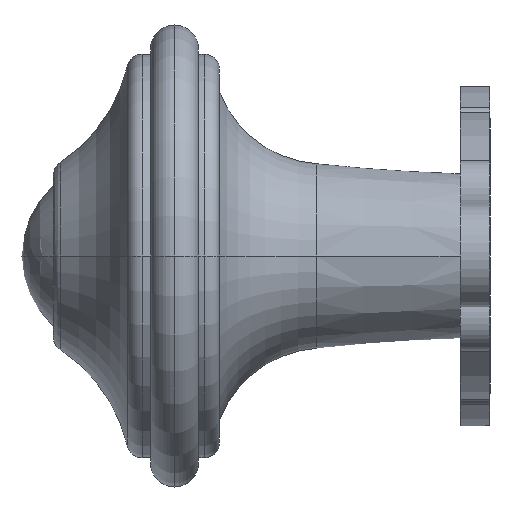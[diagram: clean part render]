
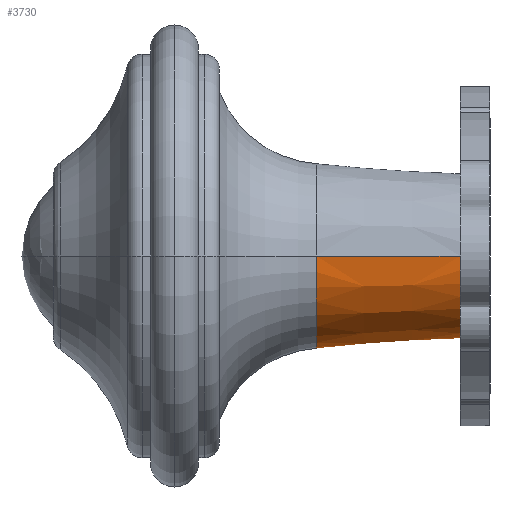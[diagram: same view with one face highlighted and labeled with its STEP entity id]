
A CAD part, left-side view. The second image highlights one B-rep face of the part: STEP entity #3730.
In plain terms, the highlighted conical face has half-angle 4 degrees and reference radius 6.172 mm.
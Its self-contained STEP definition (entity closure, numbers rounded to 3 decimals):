
#3170=CARTESIAN_POINT('',(-6.172,9.608,0.));
#3180=VERTEX_POINT('',#3170);
#3270=CARTESIAN_POINT('',(6.172,9.608,0.));
#3280=VERTEX_POINT('',#3270);
#3310=CARTESIAN_POINT('',(0.,9.608,0.));
#3320=DIRECTION('',(0.,-1.,0.));
#3330=DIRECTION('',(-1.,0.,0.));
#3340=AXIS2_PLACEMENT_3D('',#3310,#3320,#3330);
#3350=CIRCLE('',#3340,6.172);
#3410=CARTESIAN_POINT('',(0.,9.608,0.));
#3420=DIRECTION('',(0.,1.,0.));
#3430=DIRECTION('',(1.,0.,0.));
#3440=AXIS2_PLACEMENT_3D('',#3410,#3420,#3430);
#3450=CONICAL_SURFACE('',#3440,6.172,0.07);
#3460=CARTESIAN_POINT('',(6.172,9.608,0.));
#3470=DIRECTION('',(0.07,0.998,0.));
#3480=VECTOR('',#3470,88.477);
#3490=LINE('',#3460,#3480);
#3500=CARTESIAN_POINT('',(5.5,0.,0.));
#3510=VERTEX_POINT('',#3500);
#3520=EDGE_CURVE('',#3510,#3280,#3490,.T.);
#3530=ORIENTED_EDGE('',*,*,#3520,.F.);
#3540=EDGE_CURVE('',#3180,#3280,#3350,.T.);
#3550=ORIENTED_EDGE('',*,*,#3540,.T.);
#3560=CARTESIAN_POINT('',(-6.172,9.608,
0.));
#3570=DIRECTION('',(-0.07,0.998,
0.));
#3580=VECTOR('',#3570,88.477);
#3590=LINE('',#3560,#3580);
#3600=CARTESIAN_POINT('',(-5.5,0.,
0.));
#3610=VERTEX_POINT('',#3600);
#3620=EDGE_CURVE('',#3610,#3180,#3590,.T.);
#3630=ORIENTED_EDGE('',*,*,#3620,.T.);
#3640=CARTESIAN_POINT('',(0.,0.,0.
));
#3650=DIRECTION('',(0.,1.,0.));
#3660=DIRECTION('',(1.,0.,0.));
#3670=AXIS2_PLACEMENT_3D('',#3640,#3650,#3660);
#3680=CIRCLE('',#3670,5.5);
#3690=EDGE_CURVE('',#3510,#3610,#3680,.T.);
#3700=ORIENTED_EDGE('',*,*,#3690,.T.);
#3710=EDGE_LOOP('',(#3700,#3630,#3550,#3530));
#3720=FACE_OUTER_BOUND('',#3710,.T.);
#3730=ADVANCED_FACE('',(#3720),#3450,.T.);
